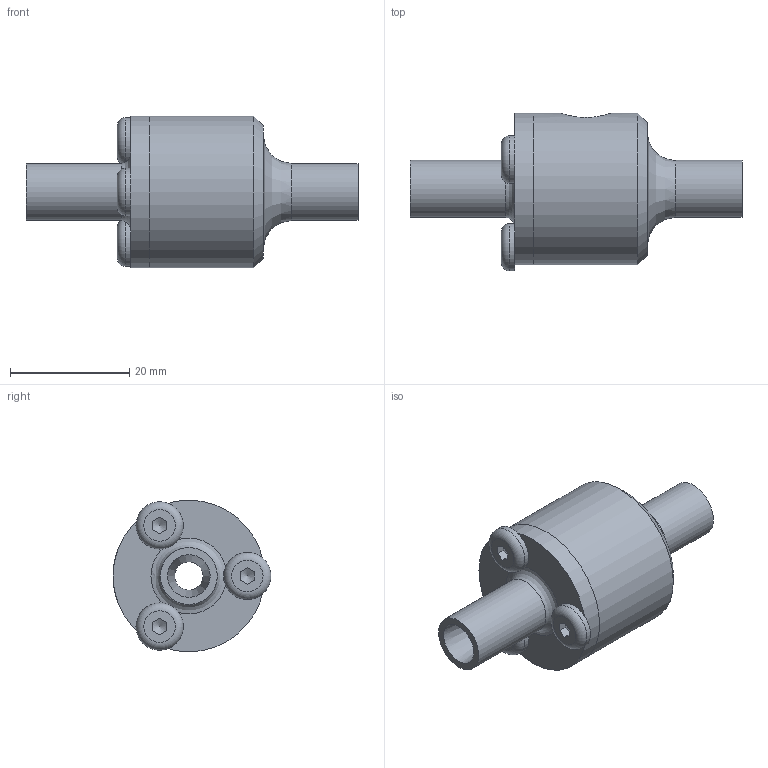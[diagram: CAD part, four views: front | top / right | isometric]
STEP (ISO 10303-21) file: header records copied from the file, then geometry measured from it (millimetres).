
FILE_DESCRIPTION((''),'2;1');
FILE_NAME('6058-3D.stp','2008-12-23T16:34:26',('Dan Preston'),(''),'Autodesk Inventor 2009','Autodesk Inventor 2009','');
FILE_SCHEMA(('AUTOMOTIVE_DESIGN { 1 0 10303 214 1 1 1 1 }'));
Length unit declared in the file: inch
Products named in the file (4): 6078-3D; 6078-body-3d; 900538; Unbrako UNC Hex Socket Button Cap - Inch 8 x 5/8
Assembly tree (5 placements, depth 2):
  6078-3D
    6078-body-3d
    900538
    Unbrako UNC Hex Socket Button Cap - Inch 8 x 5/8  x3
Bounding box: 55.63 x 26.45 x 25.4 mm (x, y, z)
Volume: 12259.9 mm3; surface area: 7541 mm2
Topology: 5 solids, 5 shells, 79 faces, 170 edges, 108 vertices
Faces by surface type: plane 36, cylinder 15, bspline 14, cone 10, torus 4
Full cylindrical faces by diameter (mm): 4.166 x3, 4.763 x2, 4.775 x1, 7.925 x3, 8.611 x1, 9.525 x2, 12.548 x1, 25.4 x2
Entity records: 1496 total; most frequent: CARTESIAN_POINT 506, DIRECTION 190, ORIENTED_EDGE 124, EDGE_LOOP 96, AXIS2_PLACEMENT_3D 89, EDGE_CURVE 62, VERTEX_POINT 56, FACE_OUTER_BOUND 49
